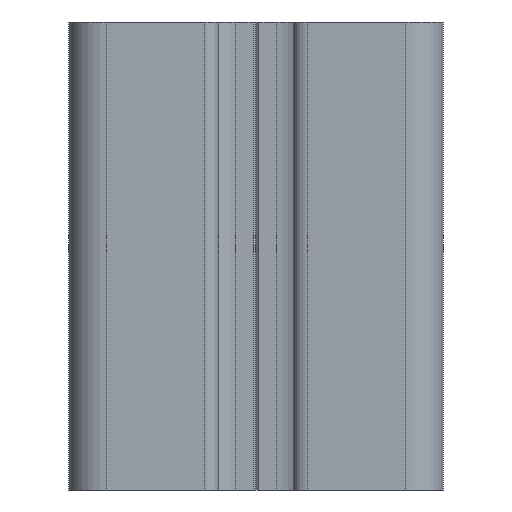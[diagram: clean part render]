
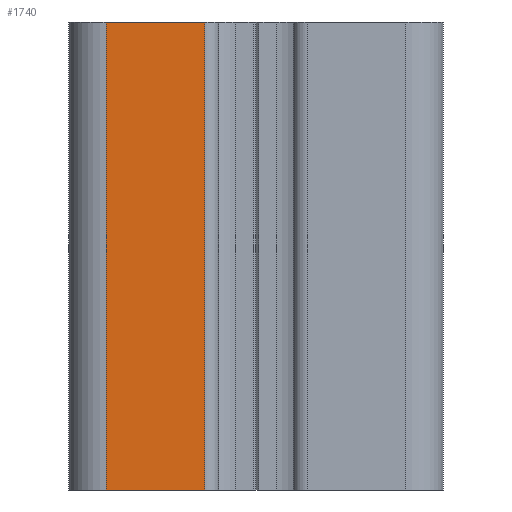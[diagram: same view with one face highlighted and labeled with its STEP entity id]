
A CAD part, left-side view. The second image highlights one B-rep face of the part: STEP entity #1740.
In plain terms, the highlighted planar face has unit normal (-1, 0, 0).
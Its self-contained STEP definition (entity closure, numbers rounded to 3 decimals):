
#325 = LINE ( 'NONE', #412, #5789 ) ;
#331 = VERTEX_POINT ( 'NONE', #3320 ) ;
#332 = CARTESIAN_POINT ( 'NONE',  ( -20., 5.5, 25. ) ) ;
#412 = CARTESIAN_POINT ( 'NONE',  ( -20., 16., 25. ) ) ;
#461 = PLANE ( 'NONE',  #778 ) ;
#465 = CARTESIAN_POINT ( 'NONE',  ( -20., 5.5, -25. ) ) ;
#778 = AXIS2_PLACEMENT_3D ( 'NONE', #2644, #2557, #7802 ) ;
#1081 = VECTOR ( 'NONE', #5385, 1000. ) ;
#1248 = FACE_OUTER_BOUND ( 'NONE', #2769, .T. ) ;
#1740 = ADVANCED_FACE ( 'NONE', ( #1248 ), #461, .F. ) ;
#1888 = EDGE_CURVE ( 'NONE', #3698, #8517, #325, .T. ) ;
#2279 = CARTESIAN_POINT ( 'NONE',  ( -20., 16., 25. ) ) ;
#2526 = CARTESIAN_POINT ( 'NONE',  ( -20., 16., -25. ) ) ;
#2557 = DIRECTION ( 'NONE',  ( 1., 0., 0. ) ) ;
#2644 = CARTESIAN_POINT ( 'NONE',  ( -20., 16., 25. ) ) ;
#2726 = CARTESIAN_POINT ( 'NONE',  ( -20., 5.5, 25. ) ) ;
#2769 = EDGE_LOOP ( 'NONE', ( #5938, #5550, #5361, #5579 ) ) ;
#2819 = LINE ( 'NONE', #2726, #1081 ) ;
#3009 = CARTESIAN_POINT ( 'NONE',  ( -20., 16., 25. ) ) ;
#3043 = VECTOR ( 'NONE', #7729, 1000. ) ;
#3320 = CARTESIAN_POINT ( 'NONE',  ( -20., 16., -25. ) ) ;
#3531 = EDGE_CURVE ( 'NONE', #8517, #4553, #2819, .T. ) ;
#3698 = VERTEX_POINT ( 'NONE', #2279 ) ;
#4036 = EDGE_CURVE ( 'NONE', #3698, #331, #8347, .T. ) ;
#4211 = EDGE_CURVE ( 'NONE', #331, #4553, #4441, .T. ) ;
#4441 = LINE ( 'NONE', #2526, #3043 ) ;
#4553 = VERTEX_POINT ( 'NONE', #465 ) ;
#5361 = ORIENTED_EDGE ( 'NONE', *, *, #1888, .F. ) ;
#5385 = DIRECTION ( 'NONE',  ( 0., 0., -1. ) ) ;
#5545 = DIRECTION ( 'NONE',  ( 0., 0., -1. ) ) ;
#5550 = ORIENTED_EDGE ( 'NONE', *, *, #3531, .F. ) ;
#5579 = ORIENTED_EDGE ( 'NONE', *, *, #4036, .T. ) ;
#5789 = VECTOR ( 'NONE', #7707, 1000. ) ;
#5938 = ORIENTED_EDGE ( 'NONE', *, *, #4211, .T. ) ;
#7707 = DIRECTION ( 'NONE',  ( 0., -1., 0. ) ) ;
#7729 = DIRECTION ( 'NONE',  ( 0., -1., 0. ) ) ;
#7802 = DIRECTION ( 'NONE',  ( 0., 0., -1. ) ) ;
#7935 = VECTOR ( 'NONE', #5545, 1000. ) ;
#8347 = LINE ( 'NONE', #3009, #7935 ) ;
#8517 = VERTEX_POINT ( 'NONE', #332 ) ;
